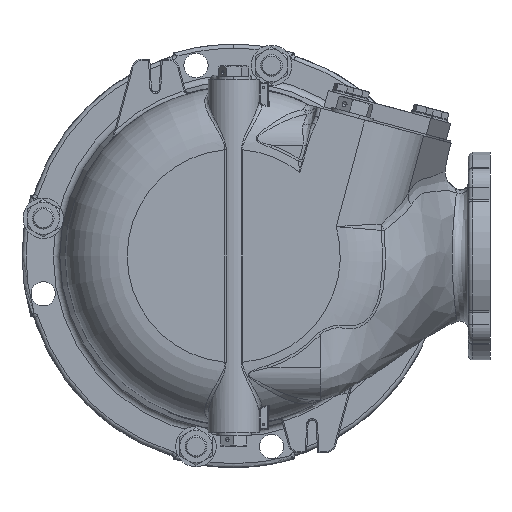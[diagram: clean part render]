
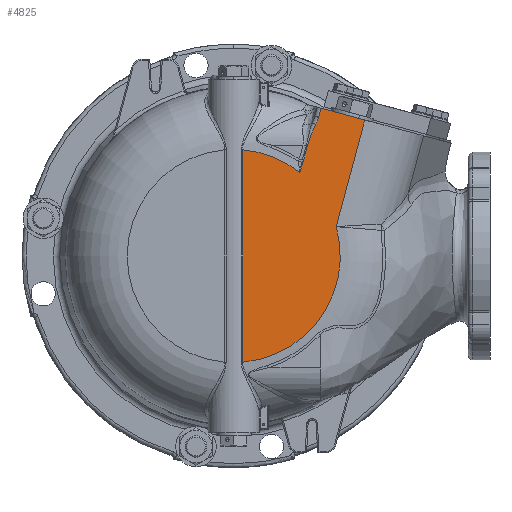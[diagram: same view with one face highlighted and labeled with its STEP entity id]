
A CAD part, front view. The second image highlights one B-rep face of the part: STEP entity #4825.
In plain terms, the highlighted planar face has unit normal (0, -1, 0).
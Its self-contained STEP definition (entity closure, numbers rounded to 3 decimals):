
#118 = ORIENTED_EDGE ( 'NONE', *, *, #58290, .F. ) ;
#770 = LINE ( 'NONE', #4244, #778 ) ;
#778 = VECTOR ( 'NONE', #4247, 1000. ) ;
#812 = LINE ( 'NONE', #4996, #820 ) ;
#820 = VECTOR ( 'NONE', #4999, 1000. ) ;
#829 = LINE ( 'NONE', #5077, #832 ) ;
#832 = VECTOR ( 'NONE', #5078, 1000. ) ;
#833 = CIRCLE ( 'NONE', #117604, 79. ) ;
#4244 = CARTESIAN_POINT ( 'NONE',  ( 31.723, -270., 118.394 ) ) ;
#4247 = DIRECTION ( 'NONE',  ( -0.966, 0., 0.259 ) ) ;
#4825 = ADVANCED_FACE ( 'NONE', ( #42909 ), #8204, .T. ) ;
#4996 = CARTESIAN_POINT ( 'NONE',  ( -133904.944, -270., -500001.827 ) ) ;
#4999 = DIRECTION ( 'NONE',  ( 0.259, 0., 0.966 ) ) ;
#5052 = CARTESIAN_POINT ( 'NONE',  ( 0., -270., 0. ) ) ;
#5057 = DIRECTION ( 'NONE',  ( 0., 1., 0. ) ) ;
#5059 = DIRECTION ( 'NONE',  ( 0., 0., 1. ) ) ;
#5077 = CARTESIAN_POINT ( 'NONE',  ( 6.557, -270., -78.765 ) ) ;
#5078 = DIRECTION ( 'NONE',  ( 0., 0., -1. ) ) ;
#8204 = PLANE ( 'NONE',  #86335 ) ;
#8207 = CARTESIAN_POINT ( 'NONE',  ( 0., -270., 0. ) ) ;
#8316 = DIRECTION ( 'NONE',  ( 0., 0., -1. ) ) ;
#8322 = DIRECTION ( 'NONE',  ( 0., -1., 0. ) ) ;
#18233 = CARTESIAN_POINT ( 'NONE',  ( 0., -270., 0. ) ) ;
#18238 = DIRECTION ( 'NONE',  ( 0., 1., 0. ) ) ;
#18241 = DIRECTION ( 'NONE',  ( 0., 0., 1. ) ) ;
#18379 = VERTEX_POINT ( 'NONE', #21980 ) ;
#18530 = VERTEX_POINT ( 'NONE', #21803 ) ;
#18544 = VERTEX_POINT ( 'NONE', #21798 ) ;
#18550 = VERTEX_POINT ( 'NONE', #21805 ) ;
#18557 = VERTEX_POINT ( 'NONE', #21788 ) ;
#18690 = VERTEX_POINT ( 'NONE', #22294 ) ;
#18738 = VERTEX_POINT ( 'NONE', #22725 ) ;
#18740 = VERTEX_POINT ( 'NONE', #22724 ) ;
#18748 = VERTEX_POINT ( 'NONE', #22728 ) ;
#21788 = CARTESIAN_POINT ( 'NONE',  ( 48.871, -270., 62.069 ) ) ;
#21798 = CARTESIAN_POINT ( 'NONE',  ( 51.449, -270., 69.913 ) ) ;
#21803 = CARTESIAN_POINT ( 'NONE',  ( 62.906, -270., 102.854 ) ) ;
#21805 = CARTESIAN_POINT ( 'NONE',  ( 51.79, -270., 71.048 ) ) ;
#21980 = CARTESIAN_POINT ( 'NONE',  ( 97.167, -270., 100.858 ) ) ;
#22294 = CARTESIAN_POINT ( 'NONE',  ( 64.702, -270., 109.557 ) ) ;
#22724 = CARTESIAN_POINT ( 'NONE',  ( 60.764, -270., 97.568 ) ) ;
#22725 = CARTESIAN_POINT ( 'NONE',  ( 54.497, -270., 81.151 ) ) ;
#22728 = CARTESIAN_POINT ( 'NONE',  ( 6.557, -270., 78.727 ) ) ;
#24890 = CARTESIAN_POINT ( 'NONE',  ( 75.959, -270., 21.709 ) ) ;
#24891 = CARTESIAN_POINT ( 'NONE',  ( 6.557, -270., -78.727 ) ) ;
#29648 = EDGE_CURVE ( 'NONE', #18740, #18738, #72612, .T. ) ;
#29989 = EDGE_LOOP ( 'NONE', ( #117191, #117255, #118, #117129, #117128, #117320, #117372, #117134, #117137, #117367, #117146 ) ) ;
#39578 = VERTEX_POINT ( 'NONE', #24890 ) ;
#39579 = VERTEX_POINT ( 'NONE', #24891 ) ;
#42909 = FACE_OUTER_BOUND ( 'NONE', #29989, .T. ) ;
#46256 = EDGE_CURVE ( 'NONE', #18738, #18550, #55430, .T. ) ;
#46276 = EDGE_CURVE ( 'NONE', #18690, #18530, #55493, .T. ) ;
#46458 = EDGE_CURVE ( 'NONE', #18550, #18544, #84474, .T. ) ;
#46605 = EDGE_CURVE ( 'NONE', #18544, #18557, #84595, .T. ) ;
#46997 = EDGE_CURVE ( 'NONE', #18530, #18740, #85003, .T. ) ;
#52180 = CARTESIAN_POINT ( 'NONE',  ( 51.79, -270., 71.048 ) ) ;
#52194 = DIRECTION ( 'NONE',  ( -0.259, 0., -0.966 ) ) ;
#52356 = CARTESIAN_POINT ( 'NONE',  ( 32.978, -270., -8.836 ) ) ;
#52357 = DIRECTION ( 'NONE',  ( -0.259, 0., -0.966 ) ) ;
#55411 = VECTOR ( 'NONE', #52194, 1000. ) ;
#55430 = LINE ( 'NONE', #52180, #55411 ) ;
#55493 = LINE ( 'NONE', #52356, #55496 ) ;
#55496 = VECTOR ( 'NONE', #52357, 1000. ) ;
#58290 = EDGE_CURVE ( 'NONE', #39578, #39579, #113302, .T. ) ;
#61533 = CARTESIAN_POINT ( 'NONE',  ( 62.906, -270., 102.854 ) ) ;
#61638 = CARTESIAN_POINT ( 'NONE',  ( 62.41, -270., 101.004 ) ) ;
#61640 = CARTESIAN_POINT ( 'NONE',  ( 61.67, -270., 99.252 ) ) ;
#61642 = CARTESIAN_POINT ( 'NONE',  ( 60.764, -270., 97.568 ) ) ;
#63417 = CARTESIAN_POINT ( 'NONE',  ( 54.877, -270., 82.57 ) ) ;
#63457 = CARTESIAN_POINT ( 'NONE',  ( 60.093, -270., 96.259 ) ) ;
#63498 = CARTESIAN_POINT ( 'NONE',  ( 59.476, -270., 94.928 ) ) ;
#63593 = CARTESIAN_POINT ( 'NONE',  ( 55.311, -270., 83.975 ) ) ;
#63685 = CARTESIAN_POINT ( 'NONE',  ( 60.414, -270., 96.919 ) ) ;
#63808 = CARTESIAN_POINT ( 'NONE',  ( 54.497, -270., 81.151 ) ) ;
#64021 = CARTESIAN_POINT ( 'NONE',  ( 57.784, -270., 90.872 ) ) ;
#64125 = CARTESIAN_POINT ( 'NONE',  ( 59.181, -270., 94.257 ) ) ;
#64213 = CARTESIAN_POINT ( 'NONE',  ( 56.746, -270., 88.132 ) ) ;
#64249 = CARTESIAN_POINT ( 'NONE',  ( 58.323, -270., 92.234 ) ) ;
#64297 = CARTESIAN_POINT ( 'NONE',  ( 56.248, -270., 86.755 ) ) ;
#64571 = CARTESIAN_POINT ( 'NONE',  ( 60.764, -270., 97.568 ) ) ;
#72612 = B_SPLINE_CURVE_WITH_KNOTS ( 'NONE', 3,
 ( #64571, #63685, #63457, #63498, #64125, #64249, #64021, #64213, #64297, #63593, #63417, #63808 ),
 .UNSPECIFIED., .F., .F.,
 ( 4, 2, 2, 2, 2, 4 ),
 ( 0., 0.002, 0.004, 0.009, 0.013, 0.018 ),
 .UNSPECIFIED. ) ;
#73038 = EDGE_CURVE ( 'NONE', #18379, #18690, #770, .T. ) ;
#73083 = EDGE_CURVE ( 'NONE', #39578, #18379, #812, .T. ) ;
#73090 = EDGE_CURVE ( 'NONE', #18748, #18557, #833, .T. ) ;
#73093 = EDGE_CURVE ( 'NONE', #18748, #39579, #829, .T. ) ;
#77139 = AXIS2_PLACEMENT_3D ( 'NONE', #18233, #18238, #18241 ) ;
#83147 = CARTESIAN_POINT ( 'NONE',  ( 51.79, -270., 71.048 ) ) ;
#83172 = CARTESIAN_POINT ( 'NONE',  ( 51.687, -270., 70.666 ) ) ;
#83174 = CARTESIAN_POINT ( 'NONE',  ( 51.573, -270., 70.288 ) ) ;
#83175 = CARTESIAN_POINT ( 'NONE',  ( 51.449, -270., 69.913 ) ) ;
#84278 = CARTESIAN_POINT ( 'NONE',  ( 51.449, -270., 69.913 ) ) ;
#84292 = CARTESIAN_POINT ( 'NONE',  ( 51.018, -270., 68.616 ) ) ;
#84295 = CARTESIAN_POINT ( 'NONE',  ( 50.59, -270., 67.318 ) ) ;
#84297 = CARTESIAN_POINT ( 'NONE',  ( 50.164, -270., 66.02 ) ) ;
#84299 = CARTESIAN_POINT ( 'NONE',  ( 49.789, -270., 64.879 ) ) ;
#84300 = CARTESIAN_POINT ( 'NONE',  ( 49.416, -270., 63.738 ) ) ;
#84303 = CARTESIAN_POINT ( 'NONE',  ( 49.044, -270., 62.597 ) ) ;
#84305 = CARTESIAN_POINT ( 'NONE',  ( 48.992, -270., 62.439 ) ) ;
#84307 = CARTESIAN_POINT ( 'NONE',  ( 48.941, -270., 62.281 ) ) ;
#84309 = CARTESIAN_POINT ( 'NONE',  ( 48.889, -270., 62.124 ) ) ;
#84312 = CARTESIAN_POINT ( 'NONE',  ( 48.883, -270., 62.105 ) ) ;
#84314 = CARTESIAN_POINT ( 'NONE',  ( 48.877, -270., 62.087 ) ) ;
#84316 = CARTESIAN_POINT ( 'NONE',  ( 48.871, -270., 62.069 ) ) ;
#84474 = B_SPLINE_CURVE_WITH_KNOTS ( 'NONE', 3,
 ( #83147, #83172, #83174, #83175 ),
 .UNSPECIFIED., .F., .F.,
 ( 4, 4 ),
 ( 0., 0.001 ),
 .UNSPECIFIED. ) ;
#84595 = B_SPLINE_CURVE_WITH_KNOTS ( 'NONE', 3,
 ( #84278, #84292, #84295, #84297, #84299, #84300, #84303, #84305, #84307, #84309, #84312, #84314, #84316 ),
 .UNSPECIFIED., .F., .F.,
 ( 4, 3, 3, 3, 4 ),
 ( 0., 0.004, 0.008, 0.008, 0.008 ),
 .UNSPECIFIED. ) ;
#85003 = B_SPLINE_CURVE_WITH_KNOTS ( 'NONE', 3,
 ( #61533, #61638, #61640, #61642 ),
 .UNSPECIFIED., .F., .F.,
 ( 4, 4 ),
 ( 0., 0.006 ),
 .UNSPECIFIED. ) ;
#86335 = AXIS2_PLACEMENT_3D ( 'NONE', #8207, #8322, #8316 ) ;
#113302 = CIRCLE ( 'NONE', #77139, 79. ) ;
#117128 = ORIENTED_EDGE ( 'NONE', *, *, #73038, .T. ) ;
#117129 = ORIENTED_EDGE ( 'NONE', *, *, #73083, .T. ) ;
#117134 = ORIENTED_EDGE ( 'NONE', *, *, #29648, .T. ) ;
#117137 = ORIENTED_EDGE ( 'NONE', *, *, #46256, .T. ) ;
#117146 = ORIENTED_EDGE ( 'NONE', *, *, #46605, .T. ) ;
#117191 = ORIENTED_EDGE ( 'NONE', *, *, #73090, .F. ) ;
#117255 = ORIENTED_EDGE ( 'NONE', *, *, #73093, .T. ) ;
#117320 = ORIENTED_EDGE ( 'NONE', *, *, #46276, .T. ) ;
#117367 = ORIENTED_EDGE ( 'NONE', *, *, #46458, .T. ) ;
#117372 = ORIENTED_EDGE ( 'NONE', *, *, #46997, .T. ) ;
#117604 = AXIS2_PLACEMENT_3D ( 'NONE', #5052, #5057, #5059 ) ;
